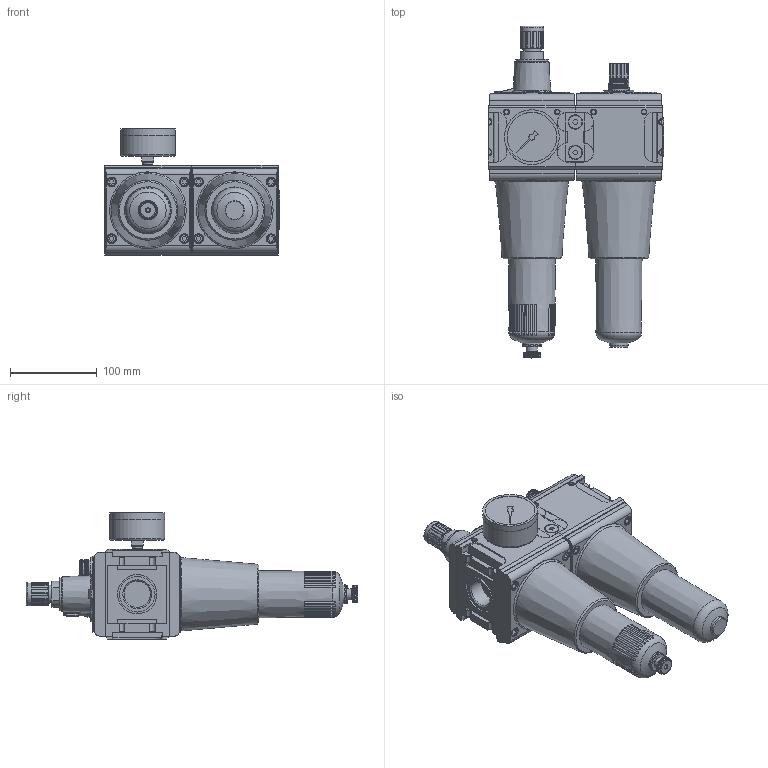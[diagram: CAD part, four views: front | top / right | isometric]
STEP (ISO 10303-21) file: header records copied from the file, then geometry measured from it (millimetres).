
FILE_DESCRIPTION( ( 'STEP AP203' ), ' ' );
FILE_NAME( '9.2855.00.330.stp', '2017-04-11T12:22:49', ( '' ), ( '' ), ' ', 'PARTsolutions', ' ' );
FILE_SCHEMA( ( 'CONFIG_CONTROL_DESIGN' ) );
Length unit declared in the file: millimetre
Products named in the file (7): 9.2855.00.330; _CL 55 K-HAC01000-G; _CL 55 K-HA-2; _CL 55 K-HAC-P1; _CL 55 K-HAL00000-G; _CL 55 K-HAL-P1; _KP 55-2
Assembly tree (7 placements, depth 2):
  9.2855.00.330
    _CL 55 K-HAC01000-G
    _CL 55 K-HA-2
    _CL 55 K-HAC-P1
    _CL 55 K-HAL00000-G
    _CL 55 K-HAL-P1
    _KP 55-2  x2
Bounding box: 201.5 x 382 x 145 mm (x, y, z)
Volume: 3349459 mm3; surface area: 272536.8 mm2
Topology: 7 solids, 7 shells, 1273 faces, 3317 edges, 2192 vertices
Faces by surface type: plane 787, cylinder 376, cone 59, torus 49, sphere 2
Full cylindrical faces by diameter (mm): 4 x1, 4.917 x8, 6.3 x1, 6.7 x8, 8 x4, 9.728 x1, 10 x17, 11 x16, 11.2 x1, 11.445 x2, 13.157 x1, 15.24 x4, 16 x1, 16.5 x4, 19 x1, 19.2 x2, 20 x1, 21 x1, 22 x3, 24.5 x1, 27 x1, 30.291 x4, 36.2 x2, 37.5 x1, 40.9 x2, 41 x2, 45 x2, 45.1 x2, 57 x1, 62.96 x1
Entity records: 38473 total; most frequent: CARTESIAN_POINT 9744, DIRECTION 5869, ORIENTED_EDGE 5786, EDGE_CURVE 2893, AXIS2_PLACEMENT_3D 2121, VERTEX_POINT 2006, LINE 1627, VECTOR 1627
